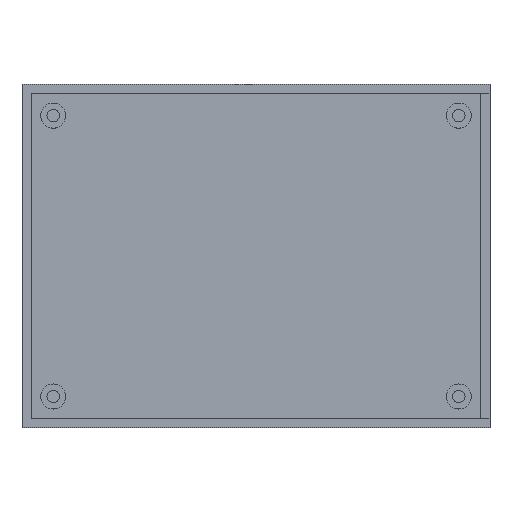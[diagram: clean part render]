
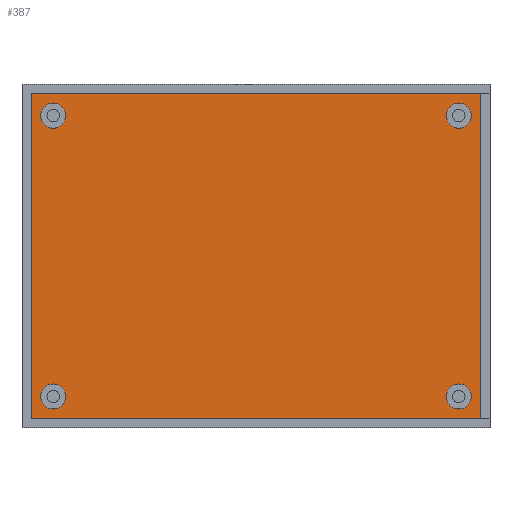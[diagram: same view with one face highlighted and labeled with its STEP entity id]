
A CAD part, top view. The second image highlights one B-rep face of the part: STEP entity #387.
In plain terms, the highlighted planar face has unit normal (0, 0, 1).
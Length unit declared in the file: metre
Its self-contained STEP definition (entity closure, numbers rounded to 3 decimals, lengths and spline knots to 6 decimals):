
#20=CIRCLE('',#429,0.002);
#21=CIRCLE('',#430,0.002);
#22=CIRCLE('',#431,0.002);
#23=CIRCLE('',#432,0.002);
#84=ORIENTED_EDGE('',*,*,#158,.F.);
#85=ORIENTED_EDGE('',*,*,#159,.F.);
#86=ORIENTED_EDGE('',*,*,#160,.F.);
#87=ORIENTED_EDGE('',*,*,#161,.F.);
#88=ORIENTED_EDGE('',*,*,#150,.F.);
#89=ORIENTED_EDGE('',*,*,#147,.T.);
#90=ORIENTED_EDGE('',*,*,#156,.T.);
#91=ORIENTED_EDGE('',*,*,#155,.F.);
#147=EDGE_CURVE('',#188,#189,#229,.T.);
#150=EDGE_CURVE('',#188,#190,#232,.T.);
#155=EDGE_CURVE('',#190,#193,#237,.T.);
#156=EDGE_CURVE('',#189,#193,#238,.T.);
#158=EDGE_CURVE('',#194,#194,#20,.F.);
#159=EDGE_CURVE('',#195,#195,#21,.F.);
#160=EDGE_CURVE('',#196,#196,#22,.F.);
#161=EDGE_CURVE('',#197,#197,#23,.F.);
#188=VERTEX_POINT('',#624);
#189=VERTEX_POINT('',#625);
#190=VERTEX_POINT('',#630);
#193=VERTEX_POINT('',#637);
#194=VERTEX_POINT('',#645);
#195=VERTEX_POINT('',#647);
#196=VERTEX_POINT('',#649);
#197=VERTEX_POINT('',#651);
#229=LINE('',#623,#259);
#232=LINE('',#629,#262);
#237=LINE('',#639,#267);
#238=LINE('',#641,#268);
#259=VECTOR('',#496,1.);
#262=VECTOR('',#501,1.);
#267=VECTOR('',#508,1.);
#268=VECTOR('',#511,1.);
#279=EDGE_LOOP('',(#84));
#280=EDGE_LOOP('',(#85));
#281=EDGE_LOOP('',(#86));
#282=EDGE_LOOP('',(#87));
#283=EDGE_LOOP('',(#88,#89,#90,#91));
#323=FACE_BOUND('',#279,.T.);
#324=FACE_BOUND('',#280,.T.);
#325=FACE_BOUND('',#281,.T.);
#326=FACE_BOUND('',#282,.T.);
#327=FACE_BOUND('',#283,.T.);
#367=PLANE('',#428);
#387=ADVANCED_FACE('',(#323,#324,#325,#326,#327),#367,.F.);
#428=AXIS2_PLACEMENT_3D('',#643,#513,#514);
#429=AXIS2_PLACEMENT_3D('',#644,#515,#516);
#430=AXIS2_PLACEMENT_3D('',#646,#517,#518);
#431=AXIS2_PLACEMENT_3D('',#648,#519,#520);
#432=AXIS2_PLACEMENT_3D('',#650,#521,#522);
#496=DIRECTION('',(0.,-1.,0.));
#501=DIRECTION('',(1.,0.,0.));
#508=DIRECTION('',(0.,-1.,0.));
#511=DIRECTION('',(1.,0.,0.));
#513=DIRECTION('',(0.,0.,-1.));
#514=DIRECTION('',(1.,0.,0.));
#515=DIRECTION('',(0.,0.,-1.));
#516=DIRECTION('',(-1.,0.,0.));
#517=DIRECTION('',(0.,0.,-1.));
#518=DIRECTION('',(-1.,0.,0.));
#519=DIRECTION('',(0.,0.,-1.));
#520=DIRECTION('',(-1.,0.,0.));
#521=DIRECTION('',(0.,0.,-1.));
#522=DIRECTION('',(-1.,0.,0.));
#623=CARTESIAN_POINT('',(-0.03189,0.001141,0.));
#624=CARTESIAN_POINT('',(-0.03189,0.027141,0.));
#625=CARTESIAN_POINT('',(-0.03189,-0.024859,0.));
#629=CARTESIAN_POINT('',(0.00411,0.027141,0.));
#630=CARTESIAN_POINT('',(0.04011,0.027141,0.));
#637=CARTESIAN_POINT('',(0.04011,-0.024859,0.));
#639=CARTESIAN_POINT('',(0.04011,0.001141,0.));
#641=CARTESIAN_POINT('',(0.00411,-0.024859,0.));
#643=CARTESIAN_POINT('',(0.00411,0.001141,0.));
#644=CARTESIAN_POINT('',(0.03661,0.023641,0.));
#645=CARTESIAN_POINT('',(0.03461,0.023641,0.));
#646=CARTESIAN_POINT('',(0.03661,-0.021359,0.));
#647=CARTESIAN_POINT('',(0.03461,-0.021359,0.));
#648=CARTESIAN_POINT('',(-0.02839,-0.021359,0.));
#649=CARTESIAN_POINT('',(-0.03039,-0.021359,0.));
#650=CARTESIAN_POINT('',(-0.02839,0.023641,0.));
#651=CARTESIAN_POINT('',(-0.03039,0.023641,0.));
